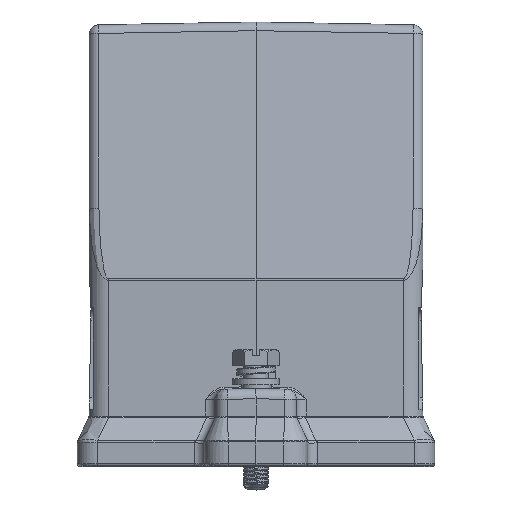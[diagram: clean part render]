
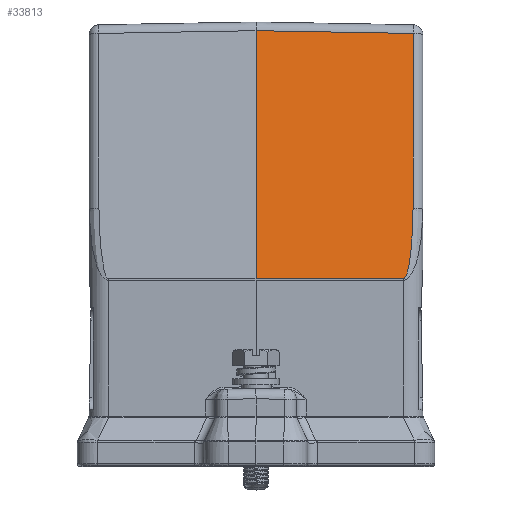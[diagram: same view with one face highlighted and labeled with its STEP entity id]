
A CAD part, top view. The second image highlights one B-rep face of the part: STEP entity #33813.
In plain terms, the highlighted planar face has unit normal (0.018, 0.139, 0.99).
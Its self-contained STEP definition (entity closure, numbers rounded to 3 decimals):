
#12339=DIRECTION('',(0.,-0.99,0.139));
#12340=VECTOR('',#12339,43.615);
#12341=CARTESIAN_POINT('',(38.794,135.521,38.122));
#12342=LINE('',#12341,#12340);
#12343=DIRECTION('',(0.,-0.99,0.139));
#12344=VECTOR('',#12343,61.903);
#12345=CARTESIAN_POINT('',(0.,136.198,
38.71));
#12346=LINE('',#12345,#12344);
#12347=DIRECTION('',(-1.,0.017,0.015));
#12348=VECTOR('',#12347,38.804);
#12349=CARTESIAN_POINT('',(38.794,135.521,38.122));
#12350=LINE('',#12349,#12348);
#12351=CARTESIAN_POINT('',(36.337,74.853,46.691));
#12352=CARTESIAN_POINT('',(36.613,74.853,46.687));
#12353=CARTESIAN_POINT('',(37.041,75.461,46.594));
#12354=CARTESIAN_POINT('',(37.392,76.473,46.445));
#12355=CARTESIAN_POINT('',(37.667,77.561,46.287));
#12356=CARTESIAN_POINT('',(37.952,79.034,46.075));
#12357=CARTESIAN_POINT('',(38.217,80.91,45.807));
#12358=CARTESIAN_POINT('',(38.445,83.18,45.484));
#12359=CARTESIAN_POINT('',(38.607,85.461,45.161));
#12360=CARTESIAN_POINT('',(38.753,88.51,44.73));
#12361=CARTESIAN_POINT('',(38.794,90.803,44.407));
#12362=CARTESIAN_POINT('',(38.794,92.331,44.192));
#12364=DIRECTION('',(1.,-0.001,-0.017));
#12365=VECTOR('',#12364,36.343);
#12366=CARTESIAN_POINT('',(0.,74.898,
47.326));
#12367=LINE('',#12366,#12365);
#15429=CARTESIAN_POINT('',(0.,74.898,
47.326));
#15430=VERTEX_POINT('',#15429);
#15431=CARTESIAN_POINT('',(0.,136.198,
38.71));
#15432=VERTEX_POINT('',#15431);
#16847=CARTESIAN_POINT('',(36.337,74.853,46.691));
#16848=VERTEX_POINT('',#16847);
#16850=CARTESIAN_POINT('',(38.794,92.331,44.192));
#16852=VERTEX_POINT('',#16850);
#16853=CARTESIAN_POINT('',(38.794,135.521,38.122));
#16854=VERTEX_POINT('',#16853);
#33799=CARTESIAN_POINT('',(19.397,105.501,42.683));
#33800=DIRECTION('',(0.017,0.139,0.99));
#33801=DIRECTION('',(0.,-0.99,0.139));
#33802=AXIS2_PLACEMENT_3D('',#33799,#33800,#33801);
#33803=PLANE('',#33802);
#33804=ORIENTED_EDGE('',*,*,#33712,.F.);
#33805=ORIENTED_EDGE('',*,*,#33742,.F.);
#33806=ORIENTED_EDGE('',*,*,#33790,.T.);
#33808=ORIENTED_EDGE('',*,*,#33807,.F.);
#33810=ORIENTED_EDGE('',*,*,#33809,.F.);
#33811=EDGE_LOOP('',(#33804,#33805,#33806,#33808,#33810));
#33812=FACE_OUTER_BOUND('',#33811,.F.);
#33813=ADVANCED_FACE('',(#33812),#33803,.T.);
#12363=B_SPLINE_CURVE_WITH_KNOTS('',3,(#12351,#12352,#12353,#12354,#12355,
#12356,#12357,#12358,#12359,#12360,#12361,#12362),.UNSPECIFIED.,.F.,.F.,(4,1,1,
1,1,1,1,1,1,4),(0.,0.063,0.125,0.188,0.25,0.375,0.5,0.625,
0.75,1.),.UNSPECIFIED.);
#33712=EDGE_CURVE('',#15432,#15430,#12346,.T.);
#33742=EDGE_CURVE('',#16854,#15432,#12350,.T.);
#33790=EDGE_CURVE('',#16854,#16852,#12342,.T.);
#33807=EDGE_CURVE('',#16848,#16852,#12363,.T.);
#33809=EDGE_CURVE('',#15430,#16848,#12367,.T.);
